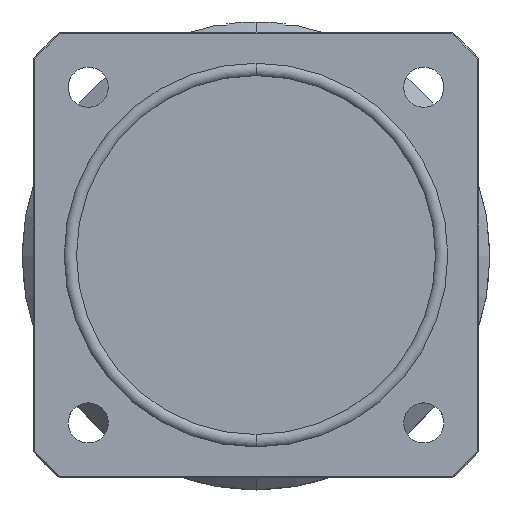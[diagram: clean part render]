
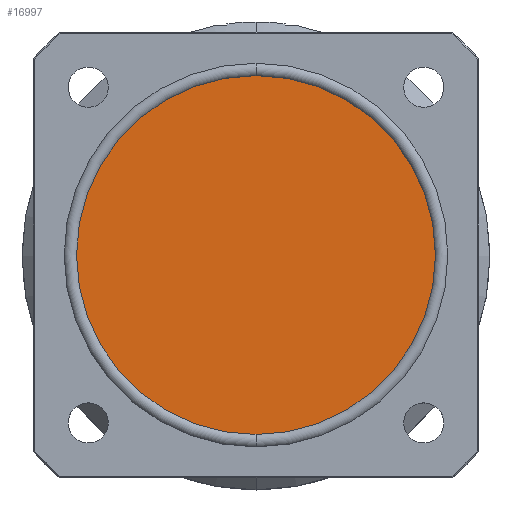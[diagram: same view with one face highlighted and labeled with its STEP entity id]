
A CAD part, top view. The second image highlights one B-rep face of the part: STEP entity #16997.
In plain terms, the highlighted planar face has unit normal (0, 0, 1).
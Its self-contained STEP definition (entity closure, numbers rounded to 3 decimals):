
#6321=CARTESIAN_POINT('',(0.,0.,0.));
#6322=DIRECTION('',(0.,0.,-1.));
#6323=DIRECTION('',(0.,-1.,0.));
#6324=AXIS2_PLACEMENT_3D('',#6321,#6322,#6323);
#6326=CARTESIAN_POINT('',(0.,0.,0.));
#6327=DIRECTION('',(0.,0.,-1.));
#6328=DIRECTION('',(0.,1.,0.));
#6329=AXIS2_PLACEMENT_3D('',#6326,#6327,#6328);
#7502=CARTESIAN_POINT('',(0.,-24.165,0.));
#7503=CARTESIAN_POINT('',(0.,24.165,0.));
#7504=VERTEX_POINT('',#7502);
#7505=VERTEX_POINT('',#7503);
#16988=CARTESIAN_POINT('',(0.,0.,0.));
#16989=DIRECTION('',(0.,0.,-1.));
#16990=DIRECTION('',(-1.,0.,0.));
#16991=AXIS2_PLACEMENT_3D('',#16988,#16989,#16990);
#16992=PLANE('',#16991);
#16993=ORIENTED_EDGE('',*,*,#16970,.T.);
#16994=ORIENTED_EDGE('',*,*,#16983,.T.);
#16995=EDGE_LOOP('',(#16993,#16994));
#16996=FACE_OUTER_BOUND('',#16995,.F.);
#6325=CIRCLE('',#6324,24.165);
#6330=CIRCLE('',#6329,24.165);
#16970=EDGE_CURVE('',#7504,#7505,#6325,.T.);
#16983=EDGE_CURVE('',#7505,#7504,#6330,.T.);
#16997=ADVANCED_FACE('',(#16996),#16992,.F.);
